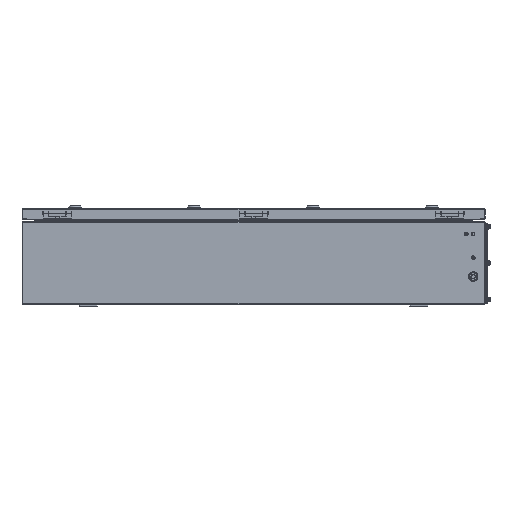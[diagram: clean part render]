
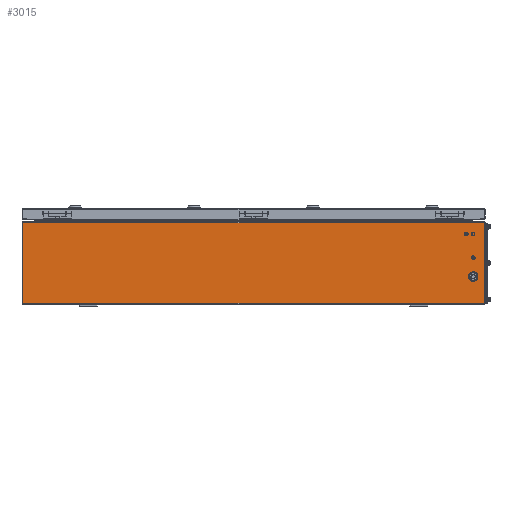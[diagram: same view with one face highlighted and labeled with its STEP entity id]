
A CAD part, left-side view. The second image highlights one B-rep face of the part: STEP entity #3015.
In plain terms, the highlighted planar face has unit normal (-1, 0, 0).
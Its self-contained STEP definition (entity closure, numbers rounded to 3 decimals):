
#360 = VECTOR ( 'NONE', #31982, 1000. ) ;
#1431 = CARTESIAN_POINT ( 'NONE',  ( -370., -465., 60. ) ) ;
#1484 = EDGE_LOOP ( 'NONE', ( #14572, #7980 ) ) ;
#1547 = LINE ( 'NONE', #13347, #9178 ) ;
#1794 = DIRECTION ( 'NONE',  ( 0., 0., 1. ) ) ;
#2639 = CARTESIAN_POINT ( 'NONE',  ( -370., -459.45, 60. ) ) ;
#2752 = LINE ( 'NONE', #41833, #28624 ) ;
#2984 = DIRECTION ( 'NONE',  ( 0., 1., 0. ) ) ;
#3015 = ADVANCED_FACE ( 'NONE', ( #38348, #13494 ), #29471, .F. ) ;
#4672 = DIRECTION ( 'NONE',  ( 0., 0., 1. ) ) ;
#4884 = CARTESIAN_POINT ( 'NONE',  ( -370., -488.493, 174.3 ) ) ;
#5414 = CIRCLE ( 'NONE', #13966, 5.55 ) ;
#5754 = ORIENTED_EDGE ( 'NONE', *, *, #17214, .T. ) ;
#7980 = ORIENTED_EDGE ( 'NONE', *, *, #8913, .F. ) ;
#8324 = LINE ( 'NONE', #36445, #33206 ) ;
#8571 = EDGE_CURVE ( 'NONE', #39236, #12993, #10018, .T. ) ;
#8913 = EDGE_CURVE ( 'NONE', #27970, #13166, #5414, .T. ) ;
#9178 = VECTOR ( 'NONE', #35872, 1000. ) ;
#10018 = LINE ( 'NONE', #28826, #360 ) ;
#10052 = DIRECTION ( 'NONE',  ( 1., 0., 0. ) ) ;
#12993 = VERTEX_POINT ( 'NONE', #16246 ) ;
#13166 = VERTEX_POINT ( 'NONE', #23568 ) ;
#13347 = CARTESIAN_POINT ( 'NONE',  ( -370., -488.493, 174.3 ) ) ;
#13494 = FACE_OUTER_BOUND ( 'NONE', #25878, .T. ) ;
#13966 = AXIS2_PLACEMENT_3D ( 'NONE', #1431, #24110, #4672 ) ;
#14572 = ORIENTED_EDGE ( 'NONE', *, *, #35817, .F. ) ;
#14820 = CARTESIAN_POINT ( 'NONE',  ( -370., -488.493, 3. ) ) ;
#16246 = CARTESIAN_POINT ( 'NONE',  ( -370., 488.493, 174.3 ) ) ;
#17214 = EDGE_CURVE ( 'NONE', #40604, #12993, #1547, .T. ) ;
#17310 = ORIENTED_EDGE ( 'NONE', *, *, #8571, .F. ) ;
#17762 = CIRCLE ( 'NONE', #22574, 5.55 ) ;
#19712 = CARTESIAN_POINT ( 'NONE',  ( -370., -5390., 177. ) ) ;
#19936 = VERTEX_POINT ( 'NONE', #14820 ) ;
#21226 = DIRECTION ( 'NONE',  ( -1., 0., 0. ) ) ;
#22574 = AXIS2_PLACEMENT_3D ( 'NONE', #40671, #21226, #1794 ) ;
#23568 = CARTESIAN_POINT ( 'NONE',  ( -370., -470.55, 60. ) ) ;
#24110 = DIRECTION ( 'NONE',  ( -1., 0., 0. ) ) ;
#25878 = EDGE_LOOP ( 'NONE', ( #5754, #17310, #38897, #29874 ) ) ;
#26290 = CARTESIAN_POINT ( 'NONE',  ( -370., 488.493, 3. ) ) ;
#26781 = EDGE_CURVE ( 'NONE', #19936, #39236, #2752, .T. ) ;
#26782 = DIRECTION ( 'NONE',  ( 0., 0., -1. ) ) ;
#27970 = VERTEX_POINT ( 'NONE', #2639 ) ;
#28624 = VECTOR ( 'NONE', #2984, 1000. ) ;
#28826 = CARTESIAN_POINT ( 'NONE',  ( -370., 488.493, 177. ) ) ;
#29105 = EDGE_CURVE ( 'NONE', #40604, #19936, #8324, .T. ) ;
#29471 = PLANE ( 'NONE',  #31957 ) ;
#29874 = ORIENTED_EDGE ( 'NONE', *, *, #29105, .F. ) ;
#31957 = AXIS2_PLACEMENT_3D ( 'NONE', #19712, #10052, #32759 ) ;
#31982 = DIRECTION ( 'NONE',  ( 0., 0., 1. ) ) ;
#32759 = DIRECTION ( 'NONE',  ( 0., 1., 0. ) ) ;
#33206 = VECTOR ( 'NONE', #26782, 1000. ) ;
#35817 = EDGE_CURVE ( 'NONE', #13166, #27970, #17762, .T. ) ;
#35872 = DIRECTION ( 'NONE',  ( 0., 1., 0. ) ) ;
#36445 = CARTESIAN_POINT ( 'NONE',  ( -370., -488.493, 177. ) ) ;
#38348 = FACE_BOUND ( 'NONE', #1484, .T. ) ;
#38897 = ORIENTED_EDGE ( 'NONE', *, *, #26781, .F. ) ;
#39236 = VERTEX_POINT ( 'NONE', #26290 ) ;
#40604 = VERTEX_POINT ( 'NONE', #4884 ) ;
#40671 = CARTESIAN_POINT ( 'NONE',  ( -370., -465., 60. ) ) ;
#41833 = CARTESIAN_POINT ( 'NONE',  ( -370., -5390., 3. ) ) ;
